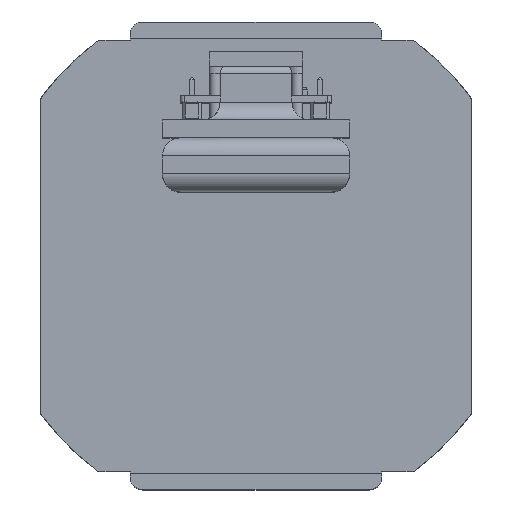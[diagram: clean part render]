
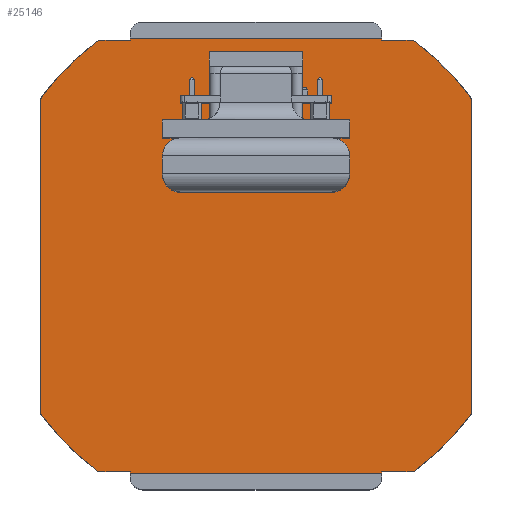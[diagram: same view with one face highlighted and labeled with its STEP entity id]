
A CAD part, top view. The second image highlights one B-rep face of the part: STEP entity #25146.
In plain terms, the highlighted planar face has unit normal (0, 0, 1).
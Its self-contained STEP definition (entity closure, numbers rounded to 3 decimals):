
#680=FACE_BOUND('',#4502,.T.);
#1763=PLANE('',#27349);
#3049=FACE_OUTER_BOUND('',#4501,.T.);
#4501=EDGE_LOOP('',(#23503,#23504,#23505,#23506,#23507,#23508,#23509,#23510,
#23511,#23512,#23513,#23514,#23515,#23516,#23517,#23518));
#4502=EDGE_LOOP('',(#23519,#23520,#23521,#23522));
#7280=LINE('',#41615,#10126);
#7291=LINE('',#41642,#10137);
#7301=LINE('',#41666,#10147);
#7315=LINE('',#41747,#10161);
#7317=LINE('',#41753,#10163);
#7318=LINE('',#41757,#10164);
#7332=LINE('',#41796,#10178);
#7334=LINE('',#41802,#10180);
#7338=LINE('',#41812,#10184);
#7341=LINE('',#41819,#10187);
#7343=LINE('',#41826,#10189);
#7346=LINE('',#41833,#10192);
#7347=LINE('',#41836,#10193);
#7352=LINE('',#41845,#10198);
#7353=LINE('',#41847,#10199);
#7354=LINE('',#41848,#10200);
#10126=VECTOR('',#33915,10.);
#10137=VECTOR('',#33934,10.);
#10147=VECTOR('',#33954,10.);
#10161=VECTOR('',#34006,10.);
#10163=VECTOR('',#34012,10.);
#10164=VECTOR('',#34017,10.);
#10178=VECTOR('',#34057,10.);
#10180=VECTOR('',#34065,10.);
#10184=VECTOR('',#34075,10.);
#10187=VECTOR('',#34084,10.);
#10189=VECTOR('',#34092,10.);
#10192=VECTOR('',#34101,10.);
#10193=VECTOR('',#34104,10.);
#10198=VECTOR('',#34113,10.);
#10199=VECTOR('',#34116,10.);
#10200=VECTOR('',#34117,10.);
#10691=CIRCLE('',#27335,37.1);
#10692=CIRCLE('',#27338,37.1);
#10693=CIRCLE('',#27341,37.1);
#10694=CIRCLE('',#27344,37.1);
#12978=VERTEX_POINT('',#41612);
#12979=VERTEX_POINT('',#41614);
#12990=VERTEX_POINT('',#41639);
#12991=VERTEX_POINT('',#41641);
#12999=VERTEX_POINT('',#41663);
#13000=VERTEX_POINT('',#41665);
#13023=VERTEX_POINT('',#41744);
#13024=VERTEX_POINT('',#41746);
#13026=VERTEX_POINT('',#41752);
#13027=VERTEX_POINT('',#41756);
#13040=VERTEX_POINT('',#41801);
#13041=VERTEX_POINT('',#41805);
#13042=VERTEX_POINT('',#41806);
#13043=VERTEX_POINT('',#41811);
#13044=VERTEX_POINT('',#41817);
#13045=VERTEX_POINT('',#41821);
#13046=VERTEX_POINT('',#41825);
#13047=VERTEX_POINT('',#41829);
#13048=VERTEX_POINT('',#41835);
#13050=VERTEX_POINT('',#41843);
#16493=EDGE_CURVE('',#12979,#12978,#7280,.T.);
#16506=EDGE_CURVE('',#12990,#12991,#7291,.T.);
#16518=EDGE_CURVE('',#13000,#12999,#7301,.T.);
#16549=EDGE_CURVE('',#13023,#13024,#7315,.T.);
#16552=EDGE_CURVE('',#13024,#13026,#7317,.T.);
#16554=EDGE_CURVE('',#13026,#13027,#7318,.T.);
#16574=EDGE_CURVE('',#12999,#12991,#7332,.T.);
#16576=EDGE_CURVE('',#13040,#13000,#7334,.T.);
#16578=EDGE_CURVE('',#13041,#13042,#10691,.T.);
#16581=EDGE_CURVE('',#13042,#13043,#7338,.T.);
#16583=EDGE_CURVE('',#13043,#13040,#10692,.T.);
#16585=EDGE_CURVE('',#12990,#13044,#7341,.T.);
#16586=EDGE_CURVE('',#13044,#13045,#10693,.T.);
#16588=EDGE_CURVE('',#13045,#13046,#7343,.T.);
#16590=EDGE_CURVE('',#13046,#13047,#10694,.T.);
#16592=EDGE_CURVE('',#13047,#12979,#7346,.T.);
#16593=EDGE_CURVE('',#13048,#13041,#7347,.T.);
#16598=EDGE_CURVE('',#12978,#13050,#7352,.T.);
#16599=EDGE_CURVE('',#13048,#13050,#7353,.T.);
#16600=EDGE_CURVE('',#13023,#13027,#7354,.T.);
#23503=ORIENTED_EDGE('',*,*,#16578,.T.);
#23504=ORIENTED_EDGE('',*,*,#16581,.T.);
#23505=ORIENTED_EDGE('',*,*,#16583,.T.);
#23506=ORIENTED_EDGE('',*,*,#16576,.T.);
#23507=ORIENTED_EDGE('',*,*,#16518,.T.);
#23508=ORIENTED_EDGE('',*,*,#16574,.T.);
#23509=ORIENTED_EDGE('',*,*,#16506,.F.);
#23510=ORIENTED_EDGE('',*,*,#16585,.T.);
#23511=ORIENTED_EDGE('',*,*,#16586,.T.);
#23512=ORIENTED_EDGE('',*,*,#16588,.T.);
#23513=ORIENTED_EDGE('',*,*,#16590,.T.);
#23514=ORIENTED_EDGE('',*,*,#16592,.T.);
#23515=ORIENTED_EDGE('',*,*,#16493,.T.);
#23516=ORIENTED_EDGE('',*,*,#16598,.T.);
#23517=ORIENTED_EDGE('',*,*,#16599,.F.);
#23518=ORIENTED_EDGE('',*,*,#16593,.T.);
#23519=ORIENTED_EDGE('',*,*,#16600,.T.);
#23520=ORIENTED_EDGE('',*,*,#16554,.F.);
#23521=ORIENTED_EDGE('',*,*,#16552,.F.);
#23522=ORIENTED_EDGE('',*,*,#16549,.F.);
#25146=ADVANCED_FACE('',(#3049,#680),#1763,.T.);
#27335=AXIS2_PLACEMENT_3D('',#41807,#34069,#34070);
#27338=AXIS2_PLACEMENT_3D('',#41815,#34079,#34080);
#27341=AXIS2_PLACEMENT_3D('',#41822,#34087,#34088);
#27344=AXIS2_PLACEMENT_3D('',#41830,#34096,#34097);
#27349=AXIS2_PLACEMENT_3D('',#41846,#34114,#34115);
#33915=DIRECTION('',(0.,1.,0.));
#33934=DIRECTION('',(0.,-1.,0.));
#33954=DIRECTION('',(0.,-1.,0.));
#34006=DIRECTION('',(0.,-1.,0.));
#34012=DIRECTION('',(1.,0.,0.));
#34017=DIRECTION('',(0.,1.,0.));
#34057=DIRECTION('',(1.,0.,0.));
#34065=DIRECTION('',(1.,0.,0.));
#34069=DIRECTION('center_axis',(0.,0.,1.));
#34070=DIRECTION('ref_axis',(1.,0.,0.));
#34075=DIRECTION('',(0.,-1.,0.));
#34079=DIRECTION('center_axis',(0.,0.,1.));
#34080=DIRECTION('ref_axis',(1.,0.,0.));
#34084=DIRECTION('',(1.,0.,0.));
#34087=DIRECTION('center_axis',(0.,0.,1.));
#34088=DIRECTION('ref_axis',(1.,0.,0.));
#34092=DIRECTION('',(0.,1.,0.));
#34096=DIRECTION('center_axis',(0.,0.,1.));
#34097=DIRECTION('ref_axis',(1.,0.,0.));
#34101=DIRECTION('',(-1.,0.,0.));
#34104=DIRECTION('',(-1.,0.,0.));
#34113=DIRECTION('',(-1.,0.,0.));
#34114=DIRECTION('center_axis',(0.,0.,1.));
#34115=DIRECTION('ref_axis',(1.,0.,0.));
#34116=DIRECTION('',(0.,1.,0.));
#34117=DIRECTION('',(1.,0.,0.));
#41612=CARTESIAN_POINT('',(28.,8.5,-53.));
#41614=CARTESIAN_POINT('',(28.,8.25,-53.));
#41615=CARTESIAN_POINT('',(28.,-5.5,-53.));
#41639=CARTESIAN_POINT('',(28.,-51.75,-53.));
#41641=CARTESIAN_POINT('',(28.,-52.,-53.));
#41642=CARTESIAN_POINT('',(28.,-21.75,-53.));
#41663=CARTESIAN_POINT('',(-7.,-52.,-53.));
#41665=CARTESIAN_POINT('',(-7.,-51.75,-53.));
#41666=CARTESIAN_POINT('',(-7.,-21.75,-53.));
#41744=CARTESIAN_POINT('',(0.75,-3.,-53.));
#41746=CARTESIAN_POINT('',(0.75,-8.25,-53.));
#41747=CARTESIAN_POINT('',(0.75,-4.25,-53.));
#41752=CARTESIAN_POINT('',(20.25,-8.25,-53.));
#41753=CARTESIAN_POINT('',(1.75,-8.25,-53.));
#41756=CARTESIAN_POINT('',(20.25,-3.,-53.));
#41757=CARTESIAN_POINT('',(20.25,-4.25,-53.));
#41796=CARTESIAN_POINT('',(-7.,-52.,-53.));
#41801=CARTESIAN_POINT('',(-11.327,-51.75,-53.));
#41802=CARTESIAN_POINT('',(-19.5,-51.75,-53.));
#41805=CARTESIAN_POINT('',(-11.327,8.25,-53.));
#41806=CARTESIAN_POINT('',(-19.5,0.077,-53.));
#41807=CARTESIAN_POINT('Origin',(10.5,-21.75,-53.));
#41811=CARTESIAN_POINT('',(-19.5,-43.577,-53.));
#41812=CARTESIAN_POINT('',(-19.5,8.25,-53.));
#41815=CARTESIAN_POINT('Origin',(10.5,-21.75,-53.));
#41817=CARTESIAN_POINT('',(32.327,-51.75,-53.));
#41819=CARTESIAN_POINT('',(-19.5,-51.75,-53.));
#41821=CARTESIAN_POINT('',(40.5,-43.577,-53.));
#41822=CARTESIAN_POINT('Origin',(10.5,-21.75,-53.));
#41825=CARTESIAN_POINT('',(40.5,0.077,-53.));
#41826=CARTESIAN_POINT('',(40.5,-51.75,-53.));
#41829=CARTESIAN_POINT('',(32.327,8.25,-53.));
#41830=CARTESIAN_POINT('Origin',(10.5,-21.75,-53.));
#41833=CARTESIAN_POINT('',(40.5,8.25,-53.));
#41835=CARTESIAN_POINT('',(-7.,8.25,-53.));
#41836=CARTESIAN_POINT('',(40.5,8.25,-53.));
#41843=CARTESIAN_POINT('',(-7.,8.5,-53.));
#41845=CARTESIAN_POINT('',(-7.,8.5,-53.));
#41846=CARTESIAN_POINT('Origin',(-7.,-5.5,-53.));
#41847=CARTESIAN_POINT('',(-7.,-5.5,-53.));
#41848=CARTESIAN_POINT('',(17.5,-3.,-53.));
